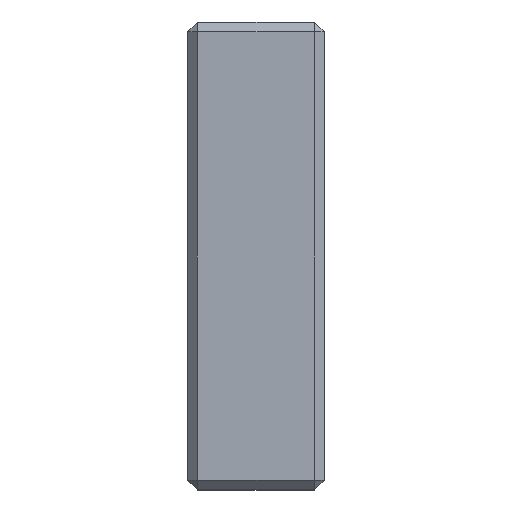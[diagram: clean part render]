
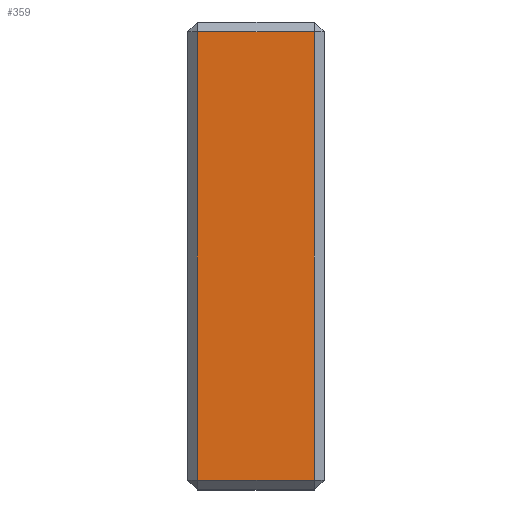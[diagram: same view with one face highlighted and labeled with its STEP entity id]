
A CAD part, left-side view. The second image highlights one B-rep face of the part: STEP entity #359.
In plain terms, the highlighted planar face has unit normal (-1, 0, 0).
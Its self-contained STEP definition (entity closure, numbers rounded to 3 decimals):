
#20 = VECTOR ( 'NONE', #1281, 1000. ) ;
#21 = DIRECTION ( 'NONE',  ( 1., 0., 0. ) ) ;
#25 = ORIENTED_EDGE ( 'NONE', *, *, #2146, .T. ) ;
#28 = CARTESIAN_POINT ( 'NONE',  ( -200., 12., -46. ) ) ;
#75 = CARTESIAN_POINT ( 'NONE',  ( -200., -12., 48. ) ) ;
#103 = DIRECTION ( 'NONE',  ( 0., 0., -1. ) ) ;
#133 = VERTEX_POINT ( 'NONE', #208 ) ;
#158 = EDGE_CURVE ( 'NONE', #598, #962, #546, .T. ) ;
#208 = CARTESIAN_POINT ( 'NONE',  ( -200., 12., 46. ) ) ;
#329 = DIRECTION ( 'NONE',  ( 0., -1., 0. ) ) ;
#359 = ADVANCED_FACE ( 'NONE', ( #853 ), #1605, .F. ) ;
#482 = CARTESIAN_POINT ( 'NONE',  ( -200., 14., 48. ) ) ;
#546 = LINE ( 'NONE', #75, #2042 ) ;
#558 = CARTESIAN_POINT ( 'NONE',  ( -200., -12., 46. ) ) ;
#598 = VERTEX_POINT ( 'NONE', #2188 ) ;
#658 = EDGE_CURVE ( 'NONE', #1739, #598, #2586, .T. ) ;
#853 = FACE_OUTER_BOUND ( 'NONE', #2044, .T. ) ;
#907 = ORIENTED_EDGE ( 'NONE', *, *, #2099, .T. ) ;
#962 = VERTEX_POINT ( 'NONE', #558 ) ;
#1107 = ORIENTED_EDGE ( 'NONE', *, *, #158, .T. ) ;
#1208 = DIRECTION ( 'NONE',  ( 0., 0., 1. ) ) ;
#1250 = DIRECTION ( 'NONE',  ( 0., 1., 0. ) ) ;
#1259 = VECTOR ( 'NONE', #1250, 1000. ) ;
#1281 = DIRECTION ( 'NONE',  ( 0., 0., -1. ) ) ;
#1459 = CARTESIAN_POINT ( 'NONE',  ( -200., 14., -46. ) ) ;
#1502 = CARTESIAN_POINT ( 'NONE',  ( -200., 14., 46. ) ) ;
#1538 = LINE ( 'NONE', #1502, #1259 ) ;
#1605 = PLANE ( 'NONE',  #2294 ) ;
#1739 = VERTEX_POINT ( 'NONE', #28 ) ;
#2042 = VECTOR ( 'NONE', #1208, 1000. ) ;
#2044 = EDGE_LOOP ( 'NONE', ( #25, #907, #2333, #1107 ) ) ;
#2099 = EDGE_CURVE ( 'NONE', #133, #1739, #2545, .T. ) ;
#2146 = EDGE_CURVE ( 'NONE', #962, #133, #1538, .T. ) ;
#2188 = CARTESIAN_POINT ( 'NONE',  ( -200., -12., -46. ) ) ;
#2259 = VECTOR ( 'NONE', #329, 1000. ) ;
#2294 = AXIS2_PLACEMENT_3D ( 'NONE', #482, #21, #103 ) ;
#2333 = ORIENTED_EDGE ( 'NONE', *, *, #658, .T. ) ;
#2433 = CARTESIAN_POINT ( 'NONE',  ( -200., 12., -48. ) ) ;
#2545 = LINE ( 'NONE', #2433, #20 ) ;
#2586 = LINE ( 'NONE', #1459, #2259 ) ;
